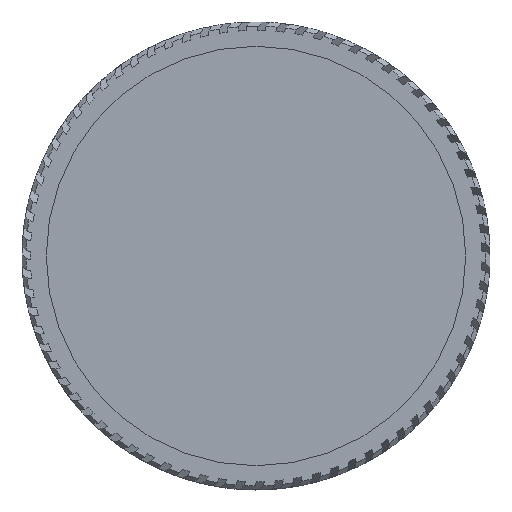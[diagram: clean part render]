
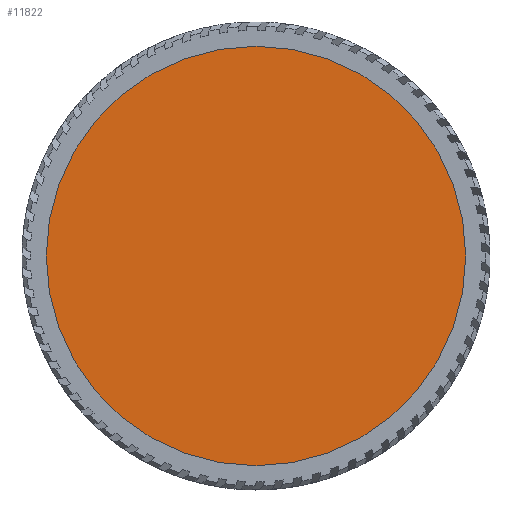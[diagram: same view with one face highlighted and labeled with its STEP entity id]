
A CAD part, front view. The second image highlights one B-rep face of the part: STEP entity #11822.
In plain terms, the highlighted planar face has unit normal (0, -1, 0).
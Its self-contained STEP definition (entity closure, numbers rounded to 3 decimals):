
#1004 = VERTEX_POINT ( 'NONE', #15583 ) ;
#1375 = DIRECTION ( 'NONE',  ( 0., 1., 0. ) ) ;
#1585 = VERTEX_POINT ( 'NONE', #4228 ) ;
#1867 = DIRECTION ( 'NONE',  ( 0., 1., 0. ) ) ;
#3018 = DIRECTION ( 'NONE',  ( 0., 1., 0. ) ) ;
#3155 = CARTESIAN_POINT ( 'NONE',  ( 0., -7.831, 0. ) ) ;
#3566 = EDGE_LOOP ( 'NONE', ( #7051, #7332 ) ) ;
#3648 = DIRECTION ( 'NONE',  ( 0., 0., 1. ) ) ;
#4228 = CARTESIAN_POINT ( 'NONE',  ( 0., -7.831, -26.1 ) ) ;
#4906 = CIRCLE ( 'NONE', #9421, 26.1 ) ;
#5249 = FACE_OUTER_BOUND ( 'NONE', #3566, .T. ) ;
#6499 = AXIS2_PLACEMENT_3D ( 'NONE', #10608, #3018, #13254 ) ;
#7051 = ORIENTED_EDGE ( 'NONE', *, *, #8025, .F. ) ;
#7332 = ORIENTED_EDGE ( 'NONE', *, *, #14018, .F. ) ;
#7931 = CIRCLE ( 'NONE', #12947, 26.1 ) ;
#8025 = EDGE_CURVE ( 'NONE', #1004, #1585, #7931, .T. ) ;
#8312 = DIRECTION ( 'NONE',  ( 0., 0., 1. ) ) ;
#8930 = CARTESIAN_POINT ( 'NONE',  ( 0., -7.831, 0. ) ) ;
#9421 = AXIS2_PLACEMENT_3D ( 'NONE', #3155, #1867, #8312 ) ;
#10608 = CARTESIAN_POINT ( 'NONE',  ( 26.1, -7.831, 0. ) ) ;
#11822 = ADVANCED_FACE ( 'NONE', ( #5249 ), #15816, .F. ) ;
#12947 = AXIS2_PLACEMENT_3D ( 'NONE', #8930, #1375, #3648 ) ;
#13254 = DIRECTION ( 'NONE',  ( 0., 0., 1. ) ) ;
#14018 = EDGE_CURVE ( 'NONE', #1585, #1004, #4906, .T. ) ;
#15583 = CARTESIAN_POINT ( 'NONE',  ( 0., -7.831, 26.1 ) ) ;
#15816 = PLANE ( 'NONE',  #6499 ) ;
